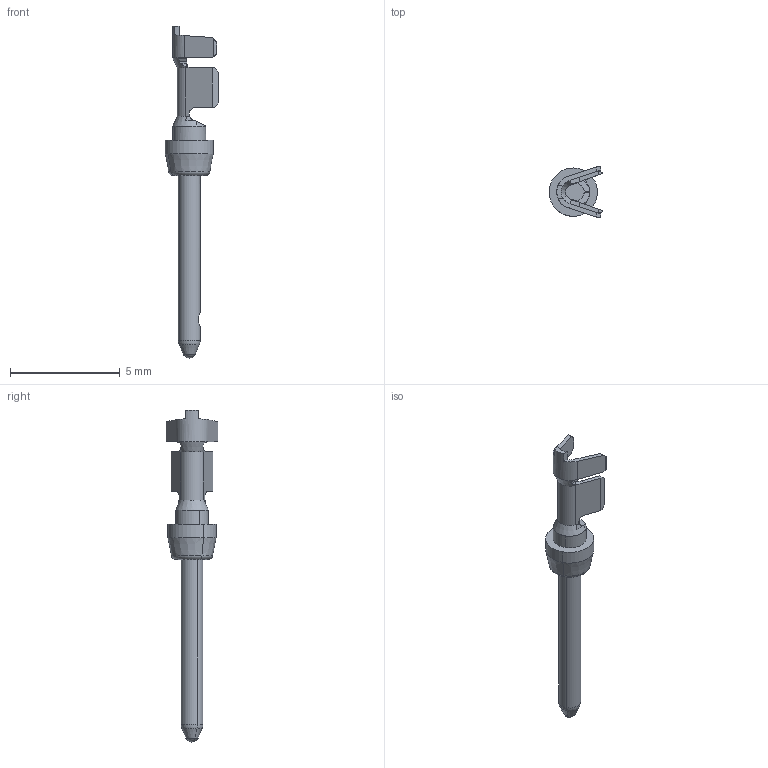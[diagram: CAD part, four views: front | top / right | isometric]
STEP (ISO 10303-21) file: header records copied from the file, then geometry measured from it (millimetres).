
FILE_DESCRIPTION(('CATIA V5 STEP Exchange','CAx-IF Rec.Pracs.--- Model Styling and Organization---1.2---2011-12-15'),'2;1');
FILE_NAME ('018590-3_1', '2018-08-24T16:40:15+00:00', ('none'), ('Weidmueller'), 'CATIA Version 5-6 Release 2014', 'CATIA V5 STEP AP214', 'none');
FILE_SCHEMA(('AUTOMOTIVE_DESIGN { 1 0 10303 214 1 1 1 1 }'));
Length unit declared in the file: millimetre
Products named in the file (1): 1682440000
Bounding box: 2.45 x 2.35 x 15.1 mm (x, y, z)
Volume: 15 mm3; surface area: 81.6 mm2
Topology: 2 solids, 2 shells, 122 faces, 331 edges, 213 vertices
Faces by surface type: plane 63, cylinder 30, cone 18, sphere 5, extrusion 4, torus 2
Entity records: 3957 total; most frequent: CARTESIAN_POINT 1227, ORIENTED_EDGE 658, DIRECTION 397, EDGE_CURVE 329, VERTEX_POINT 213, VECTOR 171, LINE 167, AXIS2_PLACEMENT_3D 149
